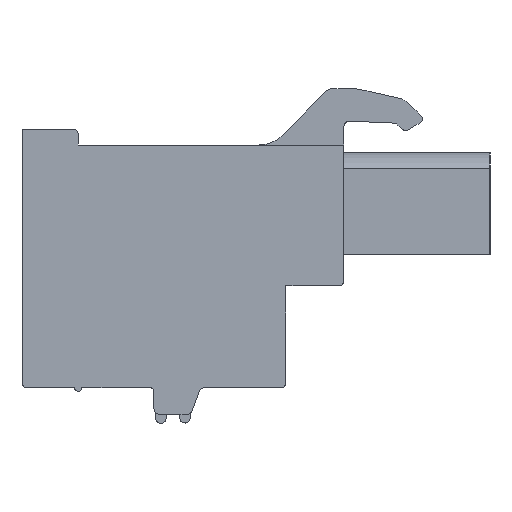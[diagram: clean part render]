
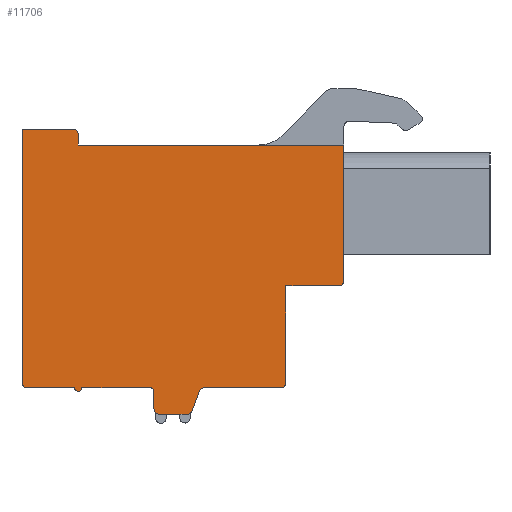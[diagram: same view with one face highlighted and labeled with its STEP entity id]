
A CAD part, left-side view. The second image highlights one B-rep face of the part: STEP entity #11706.
In plain terms, the highlighted planar face has unit normal (-1, 0, 0).
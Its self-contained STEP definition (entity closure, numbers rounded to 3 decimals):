
#102=DIRECTION('',(0.,0.,1.));
#103=VECTOR('',#102,5.5);
#104=CARTESIAN_POINT('',(-71.74,-2.36,-6.54));
#105=LINE('',#104,#103);
#110=CARTESIAN_POINT('',(-71.74,-5.36,-0.74));
#111=DIRECTION('',(1.,0.,0.));
#112=DIRECTION('',(0.,-1.,0.));
#113=AXIS2_PLACEMENT_3D('',#110,#111,#112);
#115=DIRECTION('',(0.,-1.,0.));
#116=VECTOR('',#115,3.);
#117=CARTESIAN_POINT('',(-71.74,-2.36,-1.04));
#118=LINE('',#117,#116);
#119=CARTESIAN_POINT('',(-71.74,-2.06,-6.54));
#120=DIRECTION('',(1.,0.,0.));
#121=DIRECTION('',(0.,-1.,0.));
#122=AXIS2_PLACEMENT_3D('',#119,#120,#121);
#124=DIRECTION('',(0.,1.,0.));
#125=VECTOR('',#124,4.34);
#126=CARTESIAN_POINT('',(-71.74,-2.06,-6.84));
#127=LINE('',#126,#125);
#128=CARTESIAN_POINT('',(-71.74,2.28,-7.14));
#129=DIRECTION('',(-1.,0.,0.));
#130=DIRECTION('',(0.,0.,1.));
#131=AXIS2_PLACEMENT_3D('',#128,#129,#130);
#133=DIRECTION('',(0.,0.345,-0.939));
#134=VECTOR('',#133,1.179);
#135=CARTESIAN_POINT('',(-71.74,2.562,-7.037));
#136=LINE('',#135,#134);
#137=CARTESIAN_POINT('',(-71.74,3.25,-8.04));
#138=DIRECTION('',(1.,0.,0.));
#139=DIRECTION('',(0.,-0.939,-0.345));
#140=AXIS2_PLACEMENT_3D('',#137,#138,#139);
#142=DIRECTION('',(0.,1.,0.));
#143=VECTOR('',#142,1.59);
#144=CARTESIAN_POINT('',(-71.74,3.25,-8.34));
#145=LINE('',#144,#143);
#146=CARTESIAN_POINT('',(-71.74,4.84,-8.04));
#147=DIRECTION('',(1.,0.,0.));
#148=DIRECTION('',(0.,0.,-1.));
#149=AXIS2_PLACEMENT_3D('',#146,#147,#148);
#151=DIRECTION('',(0.,0.,1.));
#152=VECTOR('',#151,1.);
#153=CARTESIAN_POINT('',(-71.74,5.14,-8.04));
#154=LINE('',#153,#152);
#155=CARTESIAN_POINT('',(-71.74,5.34,-7.04));
#156=DIRECTION('',(-1.,0.,0.));
#157=DIRECTION('',(0.,-1.,0.));
#158=AXIS2_PLACEMENT_3D('',#155,#156,#157);
#160=DIRECTION('',(0.,1.,0.));
#161=VECTOR('',#160,3.9);
#162=CARTESIAN_POINT('',(-71.74,5.34,-6.84));
#163=LINE('',#162,#161);
#164=CARTESIAN_POINT('',(-71.74,9.44,-6.84));
#165=DIRECTION('',(1.,0.,0.));
#166=DIRECTION('',(0.,-1.,0.));
#167=AXIS2_PLACEMENT_3D('',#164,#165,#166);
#169=DIRECTION('',(0.,1.,0.));
#170=VECTOR('',#169,2.7);
#171=CARTESIAN_POINT('',(-71.74,9.64,-6.84));
#172=LINE('',#171,#170);
#173=CARTESIAN_POINT('',(-71.74,12.34,-6.54));
#174=DIRECTION('',(1.,0.,0.));
#175=DIRECTION('',(0.,0.,-1.));
#176=AXIS2_PLACEMENT_3D('',#173,#174,#175);
#178=DIRECTION('',(0.,0.,1.));
#179=VECTOR('',#178,14.4);
#180=CARTESIAN_POINT('',(-71.74,12.64,-6.54));
#181=LINE('',#180,#179);
#182=DIRECTION('',(0.,-1.,0.));
#183=VECTOR('',#182,2.9);
#184=CARTESIAN_POINT('',(-71.74,12.64,7.86));
#185=LINE('',#184,#183);
#186=CARTESIAN_POINT('',(-71.74,9.74,7.56));
#187=DIRECTION('',(1.,0.,0.));
#188=DIRECTION('',(0.,0.,1.));
#189=AXIS2_PLACEMENT_3D('',#186,#187,#188);
#191=DIRECTION('',(0.,0.,-1.));
#192=VECTOR('',#191,0.6);
#193=CARTESIAN_POINT('',(-71.74,9.44,7.56));
#194=LINE('',#193,#192);
#195=DIRECTION('',(0.,-1.,0.));
#196=VECTOR('',#195,15.1);
#197=CARTESIAN_POINT('',(-71.74,9.44,6.96));
#198=LINE('',#197,#196);
#3501=DIRECTION('',(0.,0.,1.));
#3502=VECTOR('',#3501,7.7);
#3503=CARTESIAN_POINT('',(-71.74,-5.66,-0.74));
#3504=LINE('',#3503,#3502);
#8841=CARTESIAN_POINT('',(-71.74,9.44,6.96));
#8842=CARTESIAN_POINT('',(-71.74,-5.66,6.96));
#8843=VERTEX_POINT('',#8841);
#8844=VERTEX_POINT('',#8842);
#8845=CARTESIAN_POINT('',(-71.74,-2.36,-6.54));
#8846=CARTESIAN_POINT('',(-71.74,-2.06,-6.84));
#8847=VERTEX_POINT('',#8845);
#8848=VERTEX_POINT('',#8846);
#8849=CARTESIAN_POINT('',(-71.74,2.28,-6.84));
#8850=VERTEX_POINT('',#8849);
#8851=CARTESIAN_POINT('',(-71.74,2.562,-7.037));
#8852=VERTEX_POINT('',#8851);
#8853=CARTESIAN_POINT('',(-71.74,2.968,-8.143));
#8854=VERTEX_POINT('',#8853);
#8855=CARTESIAN_POINT('',(-71.74,3.25,-8.34));
#8856=VERTEX_POINT('',#8855);
#8857=CARTESIAN_POINT('',(-71.74,4.84,-8.34));
#8858=VERTEX_POINT('',#8857);
#8859=CARTESIAN_POINT('',(-71.74,5.14,-8.04));
#8860=VERTEX_POINT('',#8859);
#8861=CARTESIAN_POINT('',(-71.74,5.14,-7.04));
#8862=VERTEX_POINT('',#8861);
#8863=CARTESIAN_POINT('',(-71.74,5.34,-6.84));
#8864=VERTEX_POINT('',#8863);
#8865=CARTESIAN_POINT('',(-71.74,9.24,-6.84));
#8866=VERTEX_POINT('',#8865);
#8867=CARTESIAN_POINT('',(-71.74,9.64,-6.84));
#8868=VERTEX_POINT('',#8867);
#8869=CARTESIAN_POINT('',(-71.74,12.34,-6.84));
#8870=VERTEX_POINT('',#8869);
#8871=CARTESIAN_POINT('',(-71.74,12.64,-6.54));
#8872=VERTEX_POINT('',#8871);
#8873=CARTESIAN_POINT('',(-71.74,12.64,7.86));
#8874=VERTEX_POINT('',#8873);
#8875=CARTESIAN_POINT('',(-71.74,9.74,7.86));
#8876=VERTEX_POINT('',#8875);
#8877=CARTESIAN_POINT('',(-71.74,9.44,7.56));
#8878=VERTEX_POINT('',#8877);
#11489=CARTESIAN_POINT('',(-71.74,-5.66,-0.74));
#11490=VERTEX_POINT('',#11489);
#11491=CARTESIAN_POINT('',(-71.74,-2.36,-1.04));
#11492=VERTEX_POINT('',#11491);
#11493=CARTESIAN_POINT('',(-71.74,-5.36,-1.04));
#11494=VERTEX_POINT('',#11493);
#11658=CARTESIAN_POINT('',(-71.74,0.,0.));
#11659=DIRECTION('',(1.,0.,0.));
#11660=DIRECTION('',(0.,-1.,0.));
#11661=AXIS2_PLACEMENT_3D('',#11658,#11659,#11660);
#11662=PLANE('',#11661);
#11663=ORIENTED_EDGE('',*,*,#11622,.T.);
#11664=ORIENTED_EDGE('',*,*,#11637,.F.);
#11665=ORIENTED_EDGE('',*,*,#11649,.F.);
#11667=ORIENTED_EDGE('',*,*,#11666,.T.);
#11669=ORIENTED_EDGE('',*,*,#11668,.T.);
#11671=ORIENTED_EDGE('',*,*,#11670,.T.);
#11673=ORIENTED_EDGE('',*,*,#11672,.T.);
#11675=ORIENTED_EDGE('',*,*,#11674,.T.);
#11677=ORIENTED_EDGE('',*,*,#11676,.T.);
#11679=ORIENTED_EDGE('',*,*,#11678,.T.);
#11681=ORIENTED_EDGE('',*,*,#11680,.T.);
#11683=ORIENTED_EDGE('',*,*,#11682,.T.);
#11685=ORIENTED_EDGE('',*,*,#11684,.T.);
#11687=ORIENTED_EDGE('',*,*,#11686,.T.);
#11689=ORIENTED_EDGE('',*,*,#11688,.T.);
#11691=ORIENTED_EDGE('',*,*,#11690,.T.);
#11693=ORIENTED_EDGE('',*,*,#11692,.T.);
#11695=ORIENTED_EDGE('',*,*,#11694,.T.);
#11697=ORIENTED_EDGE('',*,*,#11696,.T.);
#11699=ORIENTED_EDGE('',*,*,#11698,.T.);
#11701=ORIENTED_EDGE('',*,*,#11700,.T.);
#11703=ORIENTED_EDGE('',*,*,#11702,.F.);
#11704=EDGE_LOOP('',(#11663,#11664,#11665,#11667,#11669,#11671,#11673,#11675,
#11677,#11679,#11681,#11683,#11685,#11687,#11689,#11691,#11693,#11695,#11697,
#11699,#11701,#11703));
#11705=FACE_OUTER_BOUND('',#11704,.F.);
#11706=ADVANCED_FACE('',(#11705),#11662,.F.);
#114=CIRCLE('',#113,0.3);
#123=CIRCLE('',#122,0.3);
#132=CIRCLE('',#131,0.3);
#141=CIRCLE('',#140,0.3);
#150=CIRCLE('',#149,0.3);
#159=CIRCLE('',#158,0.2);
#168=CIRCLE('',#167,0.2);
#177=CIRCLE('',#176,0.3);
#190=CIRCLE('',#189,0.3);
#11622=EDGE_CURVE('',#11490,#11494,#114,.T.);
#11637=EDGE_CURVE('',#11492,#11494,#118,.T.);
#11649=EDGE_CURVE('',#8847,#11492,#105,.T.);
#11666=EDGE_CURVE('',#8847,#8848,#123,.T.);
#11668=EDGE_CURVE('',#8848,#8850,#127,.T.);
#11670=EDGE_CURVE('',#8850,#8852,#132,.T.);
#11672=EDGE_CURVE('',#8852,#8854,#136,.T.);
#11674=EDGE_CURVE('',#8854,#8856,#141,.T.);
#11676=EDGE_CURVE('',#8856,#8858,#145,.T.);
#11678=EDGE_CURVE('',#8858,#8860,#150,.T.);
#11680=EDGE_CURVE('',#8860,#8862,#154,.T.);
#11682=EDGE_CURVE('',#8862,#8864,#159,.T.);
#11684=EDGE_CURVE('',#8864,#8866,#163,.T.);
#11686=EDGE_CURVE('',#8866,#8868,#168,.T.);
#11688=EDGE_CURVE('',#8868,#8870,#172,.T.);
#11690=EDGE_CURVE('',#8870,#8872,#177,.T.);
#11692=EDGE_CURVE('',#8872,#8874,#181,.T.);
#11694=EDGE_CURVE('',#8874,#8876,#185,.T.);
#11696=EDGE_CURVE('',#8876,#8878,#190,.T.);
#11698=EDGE_CURVE('',#8878,#8843,#194,.T.);
#11700=EDGE_CURVE('',#8843,#8844,#198,.T.);
#11702=EDGE_CURVE('',#11490,#8844,#3504,.T.);
